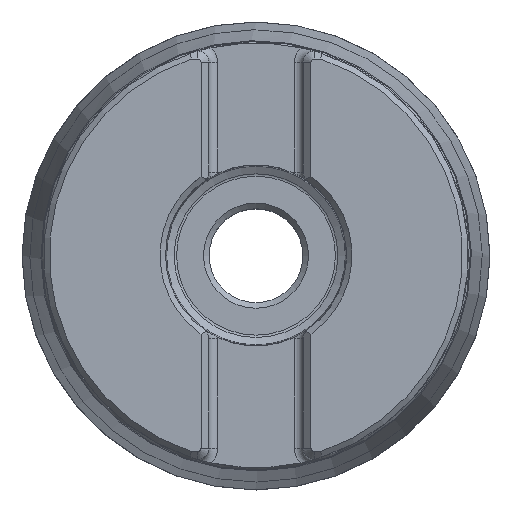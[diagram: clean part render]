
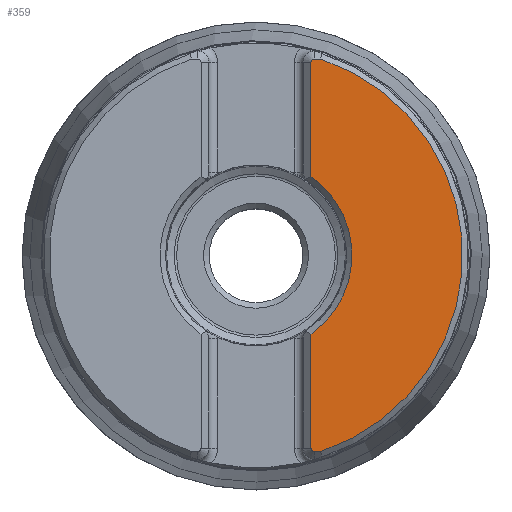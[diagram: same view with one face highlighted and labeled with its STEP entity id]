
A CAD part, top view. The second image highlights one B-rep face of the part: STEP entity #359.
In plain terms, the highlighted planar face has unit normal (0, 0, 1).
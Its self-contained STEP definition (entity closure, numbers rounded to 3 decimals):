
#161=PLANE('',#1958);
#179=FACE_OUTER_BOUND('',#795,.T.);
#359=ADVANCED_FACE('',(#179),#161,.F.);
#507=LINE('',#2958,#559);
#508=LINE('',#2963,#560);
#509=LINE('',#2967,#561);
#510=LINE('',#2971,#562);
#559=VECTOR('',#2242,1.);
#560=VECTOR('',#2245,1.);
#561=VECTOR('',#2248,1.);
#562=VECTOR('',#2251,1.);
#795=EDGE_LOOP('',(#969,#970,#971,#972,#973,#974,#975,#976));
#969=ORIENTED_EDGE('',*,*,#1460,.F.);
#970=ORIENTED_EDGE('',*,*,#1461,.T.);
#971=ORIENTED_EDGE('',*,*,#1462,.F.);
#972=ORIENTED_EDGE('',*,*,#1463,.F.);
#973=ORIENTED_EDGE('',*,*,#1464,.F.);
#974=ORIENTED_EDGE('',*,*,#1465,.T.);
#975=ORIENTED_EDGE('',*,*,#1466,.F.);
#976=ORIENTED_EDGE('',*,*,#1467,.F.);
#1319=VERTEX_POINT('',#2959);
#1320=VERTEX_POINT('',#2960);
#1321=VERTEX_POINT('',#2962);
#1322=VERTEX_POINT('',#2964);
#1323=VERTEX_POINT('',#2966);
#1324=VERTEX_POINT('',#2968);
#1325=VERTEX_POINT('',#2970);
#1326=VERTEX_POINT('',#2972);
#1460=EDGE_CURVE('',#1319,#1320,#507,.T.);
#1461=EDGE_CURVE('',#1319,#1321,#1651,.T.);
#1462=EDGE_CURVE('',#1322,#1321,#508,.T.);
#1463=EDGE_CURVE('',#1323,#1322,#1652,.T.);
#1464=EDGE_CURVE('',#1324,#1323,#509,.T.);
#1465=EDGE_CURVE('',#1324,#1325,#1653,.T.);
#1466=EDGE_CURVE('',#1326,#1325,#510,.T.);
#1467=EDGE_CURVE('',#1320,#1326,#1654,.T.);
#1651=CIRCLE('',#1954,18.5);
#1652=CIRCLE('',#1955,0.3);
#1653=CIRCLE('',#1956,8.599);
#1654=CIRCLE('',#1957,0.3);
#1954=AXIS2_PLACEMENT_3D('',#2961,#2243,#2244);
#1955=AXIS2_PLACEMENT_3D('',#2965,#2246,#2247);
#1956=AXIS2_PLACEMENT_3D('',#2969,#2249,#2250);
#1957=AXIS2_PLACEMENT_3D('',#2973,#2252,#2253);
#1958=AXIS2_PLACEMENT_3D('',#2974,#2254,#2255);
#2242=DIRECTION('',(-1.,0.,0.));
#2243=DIRECTION('',(0.,0.,1.));
#2244=DIRECTION('',(-1.,0.,0.));
#2245=DIRECTION('',(1.,0.,0.));
#2246=DIRECTION('',(0.,0.,-1.));
#2247=DIRECTION('',(-1.,0.,0.));
#2248=DIRECTION('',(0.,1.,0.));
#2249=DIRECTION('',(0.,0.,-1.));
#2250=DIRECTION('',(-1.,0.,0.));
#2251=DIRECTION('',(0.,1.,0.));
#2252=DIRECTION('',(0.,0.,-1.));
#2253=DIRECTION('',(-1.,0.,0.));
#2254=DIRECTION('',(0.,0.,-1.));
#2255=DIRECTION('',(-1.,0.,0.));
#2958=CARTESIAN_POINT('',(5.222,-17.568,0.));
#2959=CARTESIAN_POINT('',(5.797,-17.568,0.));
#2960=CARTESIAN_POINT('',(5.222,-17.568,0.));
#2961=CARTESIAN_POINT('',(0.,0.,0.));
#2962=CARTESIAN_POINT('',(5.797,17.568,0.));
#2963=CARTESIAN_POINT('',(5.222,17.568,0.));
#2964=CARTESIAN_POINT('',(5.223,17.568,0.));
#2965=CARTESIAN_POINT('',(5.223,17.268,0.));
#2966=CARTESIAN_POINT('',(4.923,17.268,0.));
#2967=CARTESIAN_POINT('',(4.923,-17.268,0.));
#2968=CARTESIAN_POINT('',(4.923,7.051,0.));
#2969=CARTESIAN_POINT('',(0.,0.,0.));
#2970=CARTESIAN_POINT('',(4.923,-7.051,0.));
#2971=CARTESIAN_POINT('',(4.923,-17.268,0.));
#2972=CARTESIAN_POINT('',(4.923,-17.268,0.));
#2973=CARTESIAN_POINT('',(5.222,-17.268,0.));
#2974=CARTESIAN_POINT('',(0.,0.,0.));
